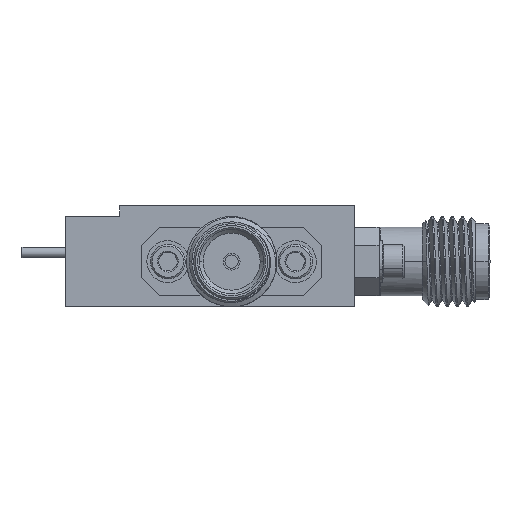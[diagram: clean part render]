
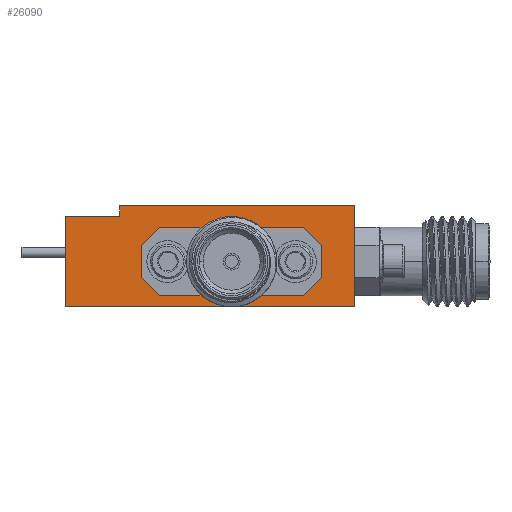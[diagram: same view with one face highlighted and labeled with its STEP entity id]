
A CAD part, left-side view. The second image highlights one B-rep face of the part: STEP entity #26090.
In plain terms, the highlighted planar face has unit normal (-1, 0, 0).
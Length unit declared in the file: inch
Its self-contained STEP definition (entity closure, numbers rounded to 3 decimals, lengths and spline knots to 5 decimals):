
#357 = EDGE_CURVE ( 'NONE', #7311, #15318, #2242, .T. ) ;
#497 = EDGE_CURVE ( 'NONE', #3414, #12804, #21217, .T. ) ;
#693 = CARTESIAN_POINT ( 'NONE',  ( -0.45, -0.4, -0.14 ) ) ;
#975 = ORIENTED_EDGE ( 'NONE', *, *, #13830, .T. ) ;
#1000 = VECTOR ( 'NONE', #5208, 39.37008 ) ;
#1245 = ORIENTED_EDGE ( 'NONE', *, *, #9026, .F. ) ;
#1298 = DIRECTION ( 'NONE',  ( 0., 0., 1. ) ) ;
#1489 = ORIENTED_EDGE ( 'NONE', *, *, #31754, .F. ) ;
#1700 = CARTESIAN_POINT ( 'NONE',  ( -0.45, 0.4, 0.11 ) ) ;
#2242 = LINE ( 'NONE', #5434, #12858 ) ;
#3164 = EDGE_CURVE ( 'NONE', #27481, #34308, #18276, .T. ) ;
#3232 = FACE_OUTER_BOUND ( 'NONE', #11898, .T. ) ;
#3414 = VERTEX_POINT ( 'NONE', #36358 ) ;
#3596 = VERTEX_POINT ( 'NONE', #3744 ) ;
#3744 = CARTESIAN_POINT ( 'NONE',  ( -0.45, -0.31, -0.06 ) ) ;
#4094 = DIRECTION ( 'NONE',  ( 0., -0.707, -0.707 ) ) ;
#5208 = DIRECTION ( 'NONE',  ( 0., -1., 0. ) ) ;
#5309 = VECTOR ( 'NONE', #10510, 39.37008 ) ;
#5434 = CARTESIAN_POINT ( 'NONE',  ( -0.45, 0.4, 0.11 ) ) ;
#5528 = EDGE_CURVE ( 'NONE', #16092, #19112, #15536, .T. ) ;
#5692 = ORIENTED_EDGE ( 'NONE', *, *, #13562, .F. ) ;
#5709 = ORIENTED_EDGE ( 'NONE', *, *, #5528, .F. ) ;
#6314 = DIRECTION ( 'NONE',  ( 0., 0., -1. ) ) ;
#6667 = CARTESIAN_POINT ( 'NONE',  ( -0.45, 0.14, 0.08 ) ) ;
#7311 = VERTEX_POINT ( 'NONE', #1700 ) ;
#7544 = VERTEX_POINT ( 'NONE', #17845 ) ;
#7847 = LINE ( 'NONE', #17059, #21072 ) ;
#8319 = VECTOR ( 'NONE', #1298, 39.37008 ) ;
#8393 = VECTOR ( 'NONE', #23202, 39.37008 ) ;
#8469 = EDGE_CURVE ( 'NONE', #3596, #12172, #11045, .T. ) ;
#9026 = EDGE_CURVE ( 'NONE', #19112, #12804, #20724, .T. ) ;
#9147 = VECTOR ( 'NONE', #4094, 39.37008 ) ;
#10043 = ORIENTED_EDGE ( 'NONE', *, *, #10189, .F. ) ;
#10189 = EDGE_CURVE ( 'NONE', #15318, #16092, #14060, .T. ) ;
#10510 = DIRECTION ( 'NONE',  ( 0., 0.707, -0.707 ) ) ;
#11045 = LINE ( 'NONE', #19241, #5309 ) ;
#11256 = CARTESIAN_POINT ( 'NONE',  ( -0.45, -0.4, 0.14 ) ) ;
#11535 = VECTOR ( 'NONE', #36364, 39.37008 ) ;
#11898 = EDGE_LOOP ( 'NONE', ( #5709, #10043, #15684, #18832, #18455, #1245 ) ) ;
#12172 = VERTEX_POINT ( 'NONE', #22423 ) ;
#12804 = VERTEX_POINT ( 'NONE', #693 ) ;
#12858 = VECTOR ( 'NONE', #28010, 39.37008 ) ;
#13562 = EDGE_CURVE ( 'NONE', #19820, #34308, #33785, .T. ) ;
#13830 = EDGE_CURVE ( 'NONE', #7544, #20336, #32874, .T. ) ;
#13921 = VECTOR ( 'NONE', #28531, 39.37008 ) ;
#14060 = LINE ( 'NONE', #15235, #8319 ) ;
#14281 = FACE_BOUND ( 'NONE', #19947, .T. ) ;
#14511 = DIRECTION ( 'NONE',  ( 0., 0., -1. ) ) ;
#14570 = CARTESIAN_POINT ( 'NONE',  ( -0.45, 0.0875, -0.1625 ) ) ;
#14785 = ORIENTED_EDGE ( 'NONE', *, *, #17757, .F. ) ;
#14974 = CARTESIAN_POINT ( 'NONE',  ( -0.45, -0.26, 0.08 ) ) ;
#15195 = CARTESIAN_POINT ( 'NONE',  ( -0.45, 0.19, -0.06 ) ) ;
#15235 = CARTESIAN_POINT ( 'NONE',  ( -0.45, 0.25, 0.11 ) ) ;
#15318 = VERTEX_POINT ( 'NONE', #32020 ) ;
#15536 = LINE ( 'NONE', #30236, #1000 ) ;
#15684 = ORIENTED_EDGE ( 'NONE', *, *, #357, .F. ) ;
#16037 = VECTOR ( 'NONE', #14511, 39.37008 ) ;
#16092 = VERTEX_POINT ( 'NONE', #19101 ) ;
#16308 = VECTOR ( 'NONE', #31035, 39.37008 ) ;
#16476 = CARTESIAN_POINT ( 'NONE',  ( -0.45, -0.4, 0.14 ) ) ;
#16647 = LINE ( 'NONE', #35041, #9147 ) ;
#17059 = CARTESIAN_POINT ( 'NONE',  ( -0.45, 0.19, -0.11 ) ) ;
#17757 = EDGE_CURVE ( 'NONE', #27481, #20336, #24836, .T. ) ;
#17779 = ORIENTED_EDGE ( 'NONE', *, *, #20126, .F. ) ;
#17845 = CARTESIAN_POINT ( 'NONE',  ( -0.45, 0.14, -0.11 ) ) ;
#18276 = LINE ( 'NONE', #32850, #24897 ) ;
#18358 = EDGE_CURVE ( 'NONE', #7311, #3414, #28839, .T. ) ;
#18455 = ORIENTED_EDGE ( 'NONE', *, *, #497, .T. ) ;
#18832 = ORIENTED_EDGE ( 'NONE', *, *, #18358, .T. ) ;
#19101 = CARTESIAN_POINT ( 'NONE',  ( -0.45, 0.25, 0.14 ) ) ;
#19112 = VERTEX_POINT ( 'NONE', #11256 ) ;
#19125 = CARTESIAN_POINT ( 'NONE',  ( -0.45, 0.19, 0.08 ) ) ;
#19241 = CARTESIAN_POINT ( 'NONE',  ( -0.45, -0.2075, -0.1625 ) ) ;
#19820 = VERTEX_POINT ( 'NONE', #14974 ) ;
#19947 = EDGE_LOOP ( 'NONE', ( #1489, #975, #14785, #21431, #5692, #24948, #17779, #21785 ) ) ;
#20126 = EDGE_CURVE ( 'NONE', #3596, #21327, #20736, .T. ) ;
#20336 = VERTEX_POINT ( 'NONE', #15195 ) ;
#20724 = LINE ( 'NONE', #16476, #16308 ) ;
#20736 = LINE ( 'NONE', #23320, #8393 ) ;
#20847 = PLANE ( 'NONE',  #30690 ) ;
#21072 = VECTOR ( 'NONE', #25323, 39.37008 ) ;
#21217 = LINE ( 'NONE', #33517, #11535 ) ;
#21291 = VECTOR ( 'NONE', #22389, 39.37008 ) ;
#21327 = VERTEX_POINT ( 'NONE', #25106 ) ;
#21431 = ORIENTED_EDGE ( 'NONE', *, *, #3164, .T. ) ;
#21785 = ORIENTED_EDGE ( 'NONE', *, *, #8469, .T. ) ;
#22082 = DIRECTION ( 'NONE',  ( 0., 1., 0. ) ) ;
#22389 = DIRECTION ( 'NONE',  ( 0., 0., -1. ) ) ;
#22423 = CARTESIAN_POINT ( 'NONE',  ( -0.45, -0.26, -0.11 ) ) ;
#23044 = EDGE_CURVE ( 'NONE', #19820, #21327, #16647, .T. ) ;
#23202 = DIRECTION ( 'NONE',  ( 0., 0., 1. ) ) ;
#23320 = CARTESIAN_POINT ( 'NONE',  ( -0.45, -0.31, -0.11 ) ) ;
#24836 = LINE ( 'NONE', #34471, #16037 ) ;
#24897 = VECTOR ( 'NONE', #35569, 39.37008 ) ;
#24948 = ORIENTED_EDGE ( 'NONE', *, *, #23044, .T. ) ;
#25106 = CARTESIAN_POINT ( 'NONE',  ( -0.45, -0.31, 0.03 ) ) ;
#25323 = DIRECTION ( 'NONE',  ( 0., -1., 0. ) ) ;
#26090 = ADVANCED_FACE ( 'NONE', ( #3232, #14281 ), #20847, .F. ) ;
#27481 = VERTEX_POINT ( 'NONE', #30618 ) ;
#28010 = DIRECTION ( 'NONE',  ( 0., -1., 0. ) ) ;
#28531 = DIRECTION ( 'NONE',  ( 0., 0.707, 0.707 ) ) ;
#28839 = LINE ( 'NONE', #30909, #21291 ) ;
#29030 = DIRECTION ( 'NONE',  ( 1., 0., 0. ) ) ;
#29150 = CARTESIAN_POINT ( 'NONE',  ( -0.45, -0.4, 0.14 ) ) ;
#30236 = CARTESIAN_POINT ( 'NONE',  ( -0.45, -0.4, 0.14 ) ) ;
#30275 = VECTOR ( 'NONE', #22082, 39.37008 ) ;
#30618 = CARTESIAN_POINT ( 'NONE',  ( -0.45, 0.19, 0.03 ) ) ;
#30690 = AXIS2_PLACEMENT_3D ( 'NONE', #29150, #29030, #6314 ) ;
#30909 = CARTESIAN_POINT ( 'NONE',  ( -0.45, 0.4, 0.14 ) ) ;
#31035 = DIRECTION ( 'NONE',  ( 0., 0., -1. ) ) ;
#31754 = EDGE_CURVE ( 'NONE', #7544, #12172, #7847, .T. ) ;
#32020 = CARTESIAN_POINT ( 'NONE',  ( -0.45, 0.25, 0.11 ) ) ;
#32850 = CARTESIAN_POINT ( 'NONE',  ( -0.45, 0.0875, 0.1325 ) ) ;
#32874 = LINE ( 'NONE', #14570, #13921 ) ;
#33517 = CARTESIAN_POINT ( 'NONE',  ( -0.45, -0.4, -0.14 ) ) ;
#33785 = LINE ( 'NONE', #19125, #30275 ) ;
#34308 = VERTEX_POINT ( 'NONE', #6667 ) ;
#34471 = CARTESIAN_POINT ( 'NONE',  ( -0.45, 0.19, -0.11 ) ) ;
#35041 = CARTESIAN_POINT ( 'NONE',  ( -0.45, -0.2075, 0.1325 ) ) ;
#35569 = DIRECTION ( 'NONE',  ( 0., -0.707, 0.707 ) ) ;
#36358 = CARTESIAN_POINT ( 'NONE',  ( -0.45, 0.4, -0.14 ) ) ;
#36364 = DIRECTION ( 'NONE',  ( 0., -1., 0. ) ) ;
